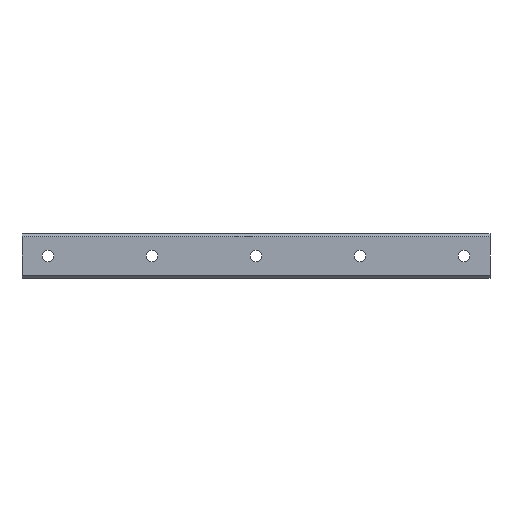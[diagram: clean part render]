
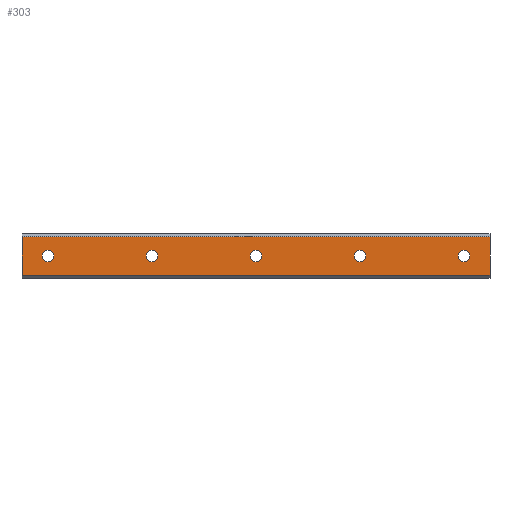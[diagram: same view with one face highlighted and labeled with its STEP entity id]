
A CAD part, front view. The second image highlights one B-rep face of the part: STEP entity #303.
In plain terms, the highlighted planar face has unit normal (0, -1, 0).
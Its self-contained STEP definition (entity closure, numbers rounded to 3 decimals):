
#4 = DIRECTION ( 'NONE',  ( 0., 0., 1. ) ) ;
#16 = CARTESIAN_POINT ( 'NONE',  ( 340., 0., -14.95 ) ) ;
#24 = VECTOR ( 'NONE', #996, 1000. ) ;
#41 = CARTESIAN_POINT ( 'NONE',  ( 240., 0., -4.5 ) ) ;
#53 = ORIENTED_EDGE ( 'NONE', *, *, #486, .F. ) ;
#60 = ORIENTED_EDGE ( 'NONE', *, *, #706, .F. ) ;
#73 = DIRECTION ( 'NONE',  ( 0., -1., 0. ) ) ;
#84 = PLANE ( 'NONE',  #1539 ) ;
#95 = DIRECTION ( 'NONE',  ( -1., 0., 0. ) ) ;
#97 = AXIS2_PLACEMENT_3D ( 'NONE', #1060, #913, #781 ) ;
#104 = CIRCLE ( 'NONE', #1341, 4.5 ) ;
#130 = AXIS2_PLACEMENT_3D ( 'NONE', #142, #135, #4 ) ;
#135 = DIRECTION ( 'NONE',  ( 0., -1., 0. ) ) ;
#142 = CARTESIAN_POINT ( 'NONE',  ( 320., 0., 0. ) ) ;
#144 = EDGE_LOOP ( 'NONE', ( #1403, #721 ) ) ;
#153 = CIRCLE ( 'NONE', #267, 4.5 ) ;
#156 = AXIS2_PLACEMENT_3D ( 'NONE', #576, #1097, #1609 ) ;
#158 = EDGE_CURVE ( 'NONE', #848, #1398, #153, .T. ) ;
#167 = ORIENTED_EDGE ( 'NONE', *, *, #390, .F. ) ;
#176 = CARTESIAN_POINT ( 'NONE',  ( 320., 0., 4.5 ) ) ;
#203 = CARTESIAN_POINT ( 'NONE',  ( 240., 0., 0. ) ) ;
#206 = ORIENTED_EDGE ( 'NONE', *, *, #617, .F. ) ;
#214 = CARTESIAN_POINT ( 'NONE',  ( 340., 0., 14.95 ) ) ;
#220 = CARTESIAN_POINT ( 'NONE',  ( 340., 0., -14.95 ) ) ;
#223 = CARTESIAN_POINT ( 'NONE',  ( 0., 0., 0. ) ) ;
#239 = CARTESIAN_POINT ( 'NONE',  ( 160., 0., -4.5 ) ) ;
#241 = ORIENTED_EDGE ( 'NONE', *, *, #386, .F. ) ;
#267 = AXIS2_PLACEMENT_3D ( 'NONE', #1623, #315, #1079 ) ;
#293 = VECTOR ( 'NONE', #95, 1000. ) ;
#301 = VERTEX_POINT ( 'NONE', #214 ) ;
#303 = ADVANCED_FACE ( 'NONE', ( #1535, #474, #1661, #905, #1522, #748 ), #84, .F. ) ;
#311 = EDGE_CURVE ( 'NONE', #942, #1586, #1436, .T. ) ;
#312 = CARTESIAN_POINT ( 'NONE',  ( 0., 0., 4.5 ) ) ;
#315 = DIRECTION ( 'NONE',  ( 0., -1., 0. ) ) ;
#331 = LINE ( 'NONE', #1129, #24 ) ;
#368 = ORIENTED_EDGE ( 'NONE', *, *, #158, .F. ) ;
#369 = ORIENTED_EDGE ( 'NONE', *, *, #1382, .F. ) ;
#383 = DIRECTION ( 'NONE',  ( 0., 0., 1. ) ) ;
#386 = EDGE_CURVE ( 'NONE', #1223, #1322, #1198, .T. ) ;
#390 = EDGE_CURVE ( 'NONE', #1634, #436, #1168, .T. ) ;
#403 = LINE ( 'NONE', #936, #480 ) ;
#411 = ORIENTED_EDGE ( 'NONE', *, *, #1376, .F. ) ;
#430 = ORIENTED_EDGE ( 'NONE', *, *, #1100, .F. ) ;
#436 = VERTEX_POINT ( 'NONE', #1051 ) ;
#444 = EDGE_LOOP ( 'NONE', ( #60, #369, #411, #53 ) ) ;
#465 = ORIENTED_EDGE ( 'NONE', *, *, #1490, .F. ) ;
#466 = DIRECTION ( 'NONE',  ( 0., 0., 1. ) ) ;
#468 = DIRECTION ( 'NONE',  ( 0., 0., 1. ) ) ;
#474 = FACE_BOUND ( 'NONE', #144, .T. ) ;
#476 = EDGE_LOOP ( 'NONE', ( #430, #803 ) ) ;
#480 = VECTOR ( 'NONE', #640, 1000. ) ;
#486 = EDGE_CURVE ( 'NONE', #1563, #964, #403, .T. ) ;
#509 = CIRCLE ( 'NONE', #680, 4.5 ) ;
#576 = CARTESIAN_POINT ( 'NONE',  ( 160., 0., 0. ) ) ;
#608 = EDGE_LOOP ( 'NONE', ( #368, #206 ) ) ;
#617 = EDGE_CURVE ( 'NONE', #1398, #848, #881, .T. ) ;
#619 = DIRECTION ( 'NONE',  ( 0., 0., 1. ) ) ;
#640 = DIRECTION ( 'NONE',  ( 0., 0., 1. ) ) ;
#649 = DIRECTION ( 'NONE',  ( 0., -1., 0. ) ) ;
#652 = DIRECTION ( 'NONE',  ( 0., -1., 0. ) ) ;
#671 = DIRECTION ( 'NONE',  ( 0., -1., 0. ) ) ;
#680 = AXIS2_PLACEMENT_3D ( 'NONE', #203, #73, #466 ) ;
#693 = EDGE_CURVE ( 'NONE', #1322, #1223, #509, .T. ) ;
#706 = EDGE_CURVE ( 'NONE', #1103, #1563, #1392, .T. ) ;
#721 = ORIENTED_EDGE ( 'NONE', *, *, #1352, .F. ) ;
#748 = FACE_BOUND ( 'NONE', #476, .T. ) ;
#767 = CARTESIAN_POINT ( 'NONE',  ( 340., 0., 14.95 ) ) ;
#781 = DIRECTION ( 'NONE',  ( 0., 0., 1. ) ) ;
#790 = AXIS2_PLACEMENT_3D ( 'NONE', #1632, #1290, #468 ) ;
#797 = CARTESIAN_POINT ( 'NONE',  ( 80., 0., 0. ) ) ;
#800 = CARTESIAN_POINT ( 'NONE',  ( 80., 0., -4.5 ) ) ;
#803 = ORIENTED_EDGE ( 'NONE', *, *, #1527, .F. ) ;
#805 = ORIENTED_EDGE ( 'NONE', *, *, #693, .F. ) ;
#812 = VERTEX_POINT ( 'NONE', #800 ) ;
#839 = CARTESIAN_POINT ( 'NONE',  ( 160., 0., 4.5 ) ) ;
#848 = VERTEX_POINT ( 'NONE', #839 ) ;
#864 = CARTESIAN_POINT ( 'NONE',  ( 0., 0., -4.5 ) ) ;
#880 = AXIS2_PLACEMENT_3D ( 'NONE', #1554, #649, #383 ) ;
#881 = CIRCLE ( 'NONE', #156, 4.5 ) ;
#882 = CIRCLE ( 'NONE', #1091, 4.5 ) ;
#905 = FACE_BOUND ( 'NONE', #1137, .T. ) ;
#913 = DIRECTION ( 'NONE',  ( 0., -1., 0. ) ) ;
#929 = CARTESIAN_POINT ( 'NONE',  ( -20., 0., -14.95 ) ) ;
#936 = CARTESIAN_POINT ( 'NONE',  ( -20., 0., 14.95 ) ) ;
#940 = EDGE_LOOP ( 'NONE', ( #167, #465 ) ) ;
#942 = VERTEX_POINT ( 'NONE', #312 ) ;
#964 = VERTEX_POINT ( 'NONE', #1330 ) ;
#990 = VECTOR ( 'NONE', #1407, 1000. ) ;
#996 = DIRECTION ( 'NONE',  ( 1., 0., 0. ) ) ;
#1051 = CARTESIAN_POINT ( 'NONE',  ( 320., 0., -4.5 ) ) ;
#1060 = CARTESIAN_POINT ( 'NONE',  ( 240., 0., 0. ) ) ;
#1079 = DIRECTION ( 'NONE',  ( 0., 0., 1. ) ) ;
#1091 = AXIS2_PLACEMENT_3D ( 'NONE', #797, #671, #1444 ) ;
#1097 = DIRECTION ( 'NONE',  ( 0., -1., 0. ) ) ;
#1100 = EDGE_CURVE ( 'NONE', #1369, #812, #882, .T. ) ;
#1103 = VERTEX_POINT ( 'NONE', #16 ) ;
#1128 = DIRECTION ( 'NONE',  ( 0., 0., 1. ) ) ;
#1129 = CARTESIAN_POINT ( 'NONE',  ( 340., 0., 14.95 ) ) ;
#1137 = EDGE_LOOP ( 'NONE', ( #805, #241 ) ) ;
#1168 = CIRCLE ( 'NONE', #880, 4.5 ) ;
#1174 = CIRCLE ( 'NONE', #130, 4.5 ) ;
#1198 = CIRCLE ( 'NONE', #97, 4.5 ) ;
#1223 = VERTEX_POINT ( 'NONE', #41 ) ;
#1260 = CARTESIAN_POINT ( 'NONE',  ( 340., 0., 14.95 ) ) ;
#1274 = DIRECTION ( 'NONE',  ( 0., 1., 0. ) ) ;
#1275 = CARTESIAN_POINT ( 'NONE',  ( 240., 0., 4.5 ) ) ;
#1285 = CIRCLE ( 'NONE', #1438, 4.5 ) ;
#1290 = DIRECTION ( 'NONE',  ( 0., -1., 0. ) ) ;
#1322 = VERTEX_POINT ( 'NONE', #1275 ) ;
#1330 = CARTESIAN_POINT ( 'NONE',  ( -20., 0., 14.95 ) ) ;
#1341 = AXIS2_PLACEMENT_3D ( 'NONE', #223, #1641, #619 ) ;
#1352 = EDGE_CURVE ( 'NONE', #1586, #942, #104, .T. ) ;
#1369 = VERTEX_POINT ( 'NONE', #1627 ) ;
#1376 = EDGE_CURVE ( 'NONE', #964, #301, #331, .T. ) ;
#1382 = EDGE_CURVE ( 'NONE', #301, #1103, #1506, .T. ) ;
#1392 = LINE ( 'NONE', #220, #293 ) ;
#1398 = VERTEX_POINT ( 'NONE', #239 ) ;
#1403 = ORIENTED_EDGE ( 'NONE', *, *, #311, .F. ) ;
#1407 = DIRECTION ( 'NONE',  ( 0., 0., -1. ) ) ;
#1436 = CIRCLE ( 'NONE', #790, 4.5 ) ;
#1438 = AXIS2_PLACEMENT_3D ( 'NONE', #1562, #652, #1662 ) ;
#1444 = DIRECTION ( 'NONE',  ( 0., 0., 1. ) ) ;
#1490 = EDGE_CURVE ( 'NONE', #436, #1634, #1174, .T. ) ;
#1506 = LINE ( 'NONE', #1260, #990 ) ;
#1522 = FACE_BOUND ( 'NONE', #608, .T. ) ;
#1527 = EDGE_CURVE ( 'NONE', #812, #1369, #1285, .T. ) ;
#1535 = FACE_OUTER_BOUND ( 'NONE', #444, .T. ) ;
#1539 = AXIS2_PLACEMENT_3D ( 'NONE', #767, #1274, #1128 ) ;
#1554 = CARTESIAN_POINT ( 'NONE',  ( 320., 0., 0. ) ) ;
#1562 = CARTESIAN_POINT ( 'NONE',  ( 80., 0., 0. ) ) ;
#1563 = VERTEX_POINT ( 'NONE', #929 ) ;
#1586 = VERTEX_POINT ( 'NONE', #864 ) ;
#1609 = DIRECTION ( 'NONE',  ( 0., 0., 1. ) ) ;
#1623 = CARTESIAN_POINT ( 'NONE',  ( 160., 0., 0. ) ) ;
#1627 = CARTESIAN_POINT ( 'NONE',  ( 80., 0., 4.5 ) ) ;
#1632 = CARTESIAN_POINT ( 'NONE',  ( 0., 0., 0. ) ) ;
#1634 = VERTEX_POINT ( 'NONE', #176 ) ;
#1641 = DIRECTION ( 'NONE',  ( 0., -1., 0. ) ) ;
#1661 = FACE_BOUND ( 'NONE', #940, .T. ) ;
#1662 = DIRECTION ( 'NONE',  ( 0., 0., 1. ) ) ;
